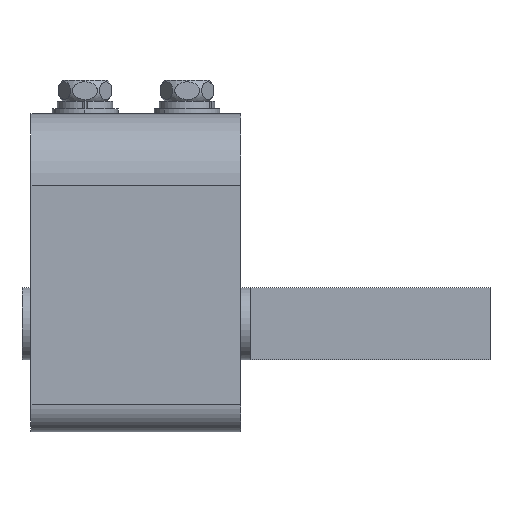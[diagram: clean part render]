
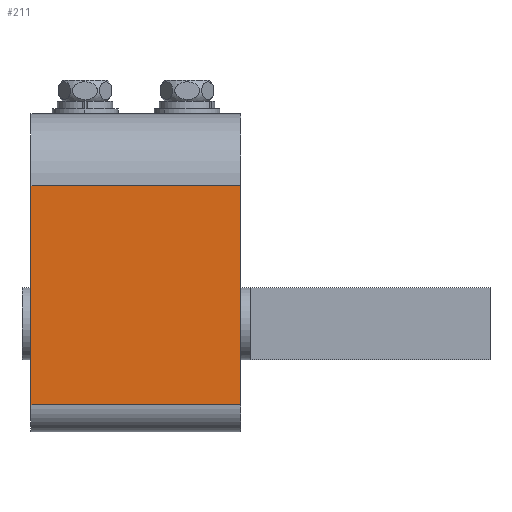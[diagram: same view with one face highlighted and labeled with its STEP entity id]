
A CAD part, left-side view. The second image highlights one B-rep face of the part: STEP entity #211.
In plain terms, the highlighted planar face has unit normal (-1, 0, 0).
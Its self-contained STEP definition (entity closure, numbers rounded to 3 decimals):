
#90 = ORIENTED_EDGE ( 'NONE', *, *, #273, .T. ) ;
#131 = EDGE_CURVE ( 'NONE', #184, #289, #1324, .T. ) ;
#146 = ORIENTED_EDGE ( 'NONE', *, *, #131, .F. ) ;
#184 = VERTEX_POINT ( 'NONE', #1411 ) ;
#209 = VERTEX_POINT ( 'NONE', #1305 ) ;
#211 = ADVANCED_FACE ( 'NONE', ( #1302 ), #1260, .F. ) ;
#212 = ORIENTED_EDGE ( 'NONE', *, *, #214, .F. ) ;
#213 = VERTEX_POINT ( 'NONE', #1252 ) ;
#214 = EDGE_CURVE ( 'NONE', #213, #209, #1248, .T. ) ;
#215 = ORIENTED_EDGE ( 'NONE', *, *, #216, .F. ) ;
#216 = EDGE_CURVE ( 'NONE', #289, #213, #1442, .T. ) ;
#270 = EDGE_LOOP ( 'NONE', ( #212, #215, #146, #90 ) ) ;
#273 = EDGE_CURVE ( 'NONE', #184, #209, #2997, .T. ) ;
#289 = VERTEX_POINT ( 'NONE', #783 ) ;
#783 = CARTESIAN_POINT ( 'NONE',  ( -34., 17.5, 23. ) ) ;
#1244 = DIRECTION ( 'NONE',  ( 0., 0., -1. ) ) ;
#1245 = VECTOR ( 'NONE', #1244, 1000. ) ;
#1247 = CARTESIAN_POINT ( 'NONE',  ( -34., -17.5, -13.5 ) ) ;
#1248 = LINE ( 'NONE', #1247, #1245 ) ;
#1252 = CARTESIAN_POINT ( 'NONE',  ( -34., -17.5, 23. ) ) ;
#1254 = DIRECTION ( 'NONE',  ( 0., 0., -1. ) ) ;
#1255 = DIRECTION ( 'NONE',  ( 1., 0., 0. ) ) ;
#1257 = CARTESIAN_POINT ( 'NONE',  ( -34., 19., -13.5 ) ) ;
#1259 = AXIS2_PLACEMENT_3D ( 'NONE', #1257, #1255, #1254 ) ;
#1260 = PLANE ( 'NONE',  #1259 ) ;
#1302 = FACE_OUTER_BOUND ( 'NONE', #270, .T. ) ;
#1305 = CARTESIAN_POINT ( 'NONE',  ( -34., -17.5, -13.5 ) ) ;
#1321 = DIRECTION ( 'NONE',  ( 0., 0., 1. ) ) ;
#1322 = VECTOR ( 'NONE', #1321, 1000. ) ;
#1323 = CARTESIAN_POINT ( 'NONE',  ( -34., 17.5, -13.5 ) ) ;
#1324 = LINE ( 'NONE', #1323, #1322 ) ;
#1411 = CARTESIAN_POINT ( 'NONE',  ( -34., 17.5, -13.5 ) ) ;
#1439 = DIRECTION ( 'NONE',  ( 0., -1., 0. ) ) ;
#1440 = VECTOR ( 'NONE', #1439, 1000. ) ;
#1441 = CARTESIAN_POINT ( 'NONE',  ( -34., 19., 23. ) ) ;
#1442 = LINE ( 'NONE', #1441, #1440 ) ;
#2958 = DIRECTION ( 'NONE',  ( 0., -1., 0. ) ) ;
#2959 = VECTOR ( 'NONE', #2958, 1000. ) ;
#2960 = CARTESIAN_POINT ( 'NONE',  ( -34., 19., -13.5 ) ) ;
#2997 = LINE ( 'NONE', #2960, #2959 ) ;
